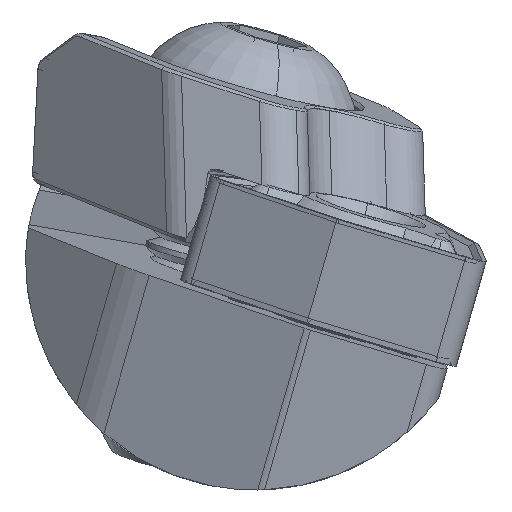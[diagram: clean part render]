
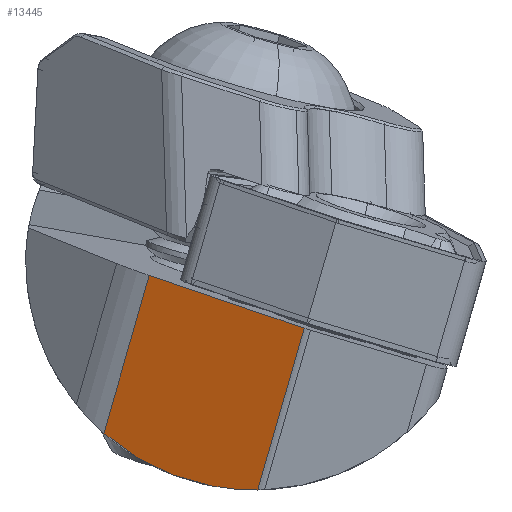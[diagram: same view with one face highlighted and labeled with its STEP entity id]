
A CAD part, left-side view. The second image highlights one B-rep face of the part: STEP entity #13445.
In plain terms, the highlighted planar face has unit normal (-0.901, 0.432, 0.025).
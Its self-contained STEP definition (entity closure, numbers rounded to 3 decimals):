
#169 = EDGE_CURVE ( 'NONE', #11437, #4856, #9282, .T. ) ;
#268 = DIRECTION ( 'NONE',  ( 0.105, 0.274, -0.956 ) ) ;
#286 = ORIENTED_EDGE ( 'NONE', *, *, #9173, .T. ) ;
#309 = DIRECTION ( 'NONE',  ( 0.432, 0.902, 0. ) ) ;
#577 = ORIENTED_EDGE ( 'NONE', *, *, #13454, .F. ) ;
#1425 = CARTESIAN_POINT ( 'NONE',  ( -20.005, -61.257, 223.167 ) ) ;
#1561 = CARTESIAN_POINT ( 'NONE',  ( 3.194, 0.787, -9.48 ) ) ;
#1940 = CARTESIAN_POINT ( 'NONE',  ( 2.064, -1.572, -9.449 ) ) ;
#2009 = VECTOR ( 'NONE', #268, 1000. ) ;
#2910 = CARTESIAN_POINT ( 'NONE',  ( 1.334, -3.485, -2.775 ) ) ;
#3449 = LINE ( 'NONE', #5964, #2009 ) ;
#3470 = CARTESIAN_POINT ( 'NONE',  ( 4.462, 2.907, -0.6 ) ) ;
#3826 = VERTEX_POINT ( 'NONE', #6928 ) ;
#3846 = CARTESIAN_POINT ( 'NONE',  ( 5.174, 4.774, -7.111 ) ) ;
#4740 = VECTOR ( 'NONE', #9851, 1000. ) ;
#4856 = VERTEX_POINT ( 'NONE', #1940 ) ;
#5357 = ORIENTED_EDGE ( 'NONE', *, *, #169, .T. ) ;
#5964 = CARTESIAN_POINT ( 'NONE',  ( -23.132, -67.65, 220.992 ) ) ;
#6237 = FACE_OUTER_BOUND ( 'NONE', #13390, .T. ) ;
#6505 = CARTESIAN_POINT ( 'NONE',  ( -20.005, -61.257, 223.167 ) ) ;
#6659 = VECTOR ( 'NONE', #11259, 1000. ) ;
#6928 = CARTESIAN_POINT ( 'NONE',  ( 4.462, 2.907, -0.6 ) ) ;
#7161 = CARTESIAN_POINT ( 'NONE',  ( 4.279, 3., -8.664 ) ) ;
#8348 = CARTESIAN_POINT ( 'NONE',  ( 5.174, 4.774, -7.111 ) ) ;
#9173 = EDGE_CURVE ( 'NONE', #3826, #11437, #11735, .T. ) ;
#9282 =( BOUNDED_CURVE ( )  B_SPLINE_CURVE ( 3, ( #3846, #7161, #1561, #9447 ),
 .UNSPECIFIED., .F., .T. ) 
 B_SPLINE_CURVE_WITH_KNOTS ( ( 4, 4 ),
 ( 4.052, 4.784 ),
 .UNSPECIFIED. ) 
 CURVE ( )  GEOMETRIC_REPRESENTATION_ITEM ( )  RATIONAL_B_SPLINE_CURVE ( ( 1., 0.956, 0.956, 1. ) ) 
 REPRESENTATION_ITEM ( '' )  );
#9447 = CARTESIAN_POINT ( 'NONE',  ( 2.064, -1.572, -9.449 ) ) ;
#9851 = DIRECTION ( 'NONE',  ( 0.105, 0.274, -0.956 ) ) ;
#9984 = VERTEX_POINT ( 'NONE', #2910 ) ;
#11259 = DIRECTION ( 'NONE',  ( 0.42, 0.859, 0.292 ) ) ;
#11437 = VERTEX_POINT ( 'NONE', #8348 ) ;
#11463 = DIRECTION ( 'NONE',  ( 0.901, -0.432, -0.025 ) ) ;
#11735 = LINE ( 'NONE', #6505, #4740 ) ;
#11879 = EDGE_CURVE ( 'NONE', #9984, #3826, #12738, .T. ) ;
#12498 = AXIS2_PLACEMENT_3D ( 'NONE', #1425, #11463, #309 ) ;
#12738 = LINE ( 'NONE', #3470, #6659 ) ;
#13390 = EDGE_LOOP ( 'NONE', ( #286, #5357, #577, #14482 ) ) ;
#13445 = ADVANCED_FACE ( 'NONE', ( #6237 ), #13753, .F. ) ;
#13454 = EDGE_CURVE ( 'NONE', #9984, #4856, #3449, .T. ) ;
#13753 = PLANE ( 'NONE',  #12498 ) ;
#14482 = ORIENTED_EDGE ( 'NONE', *, *, #11879, .T. ) ;
